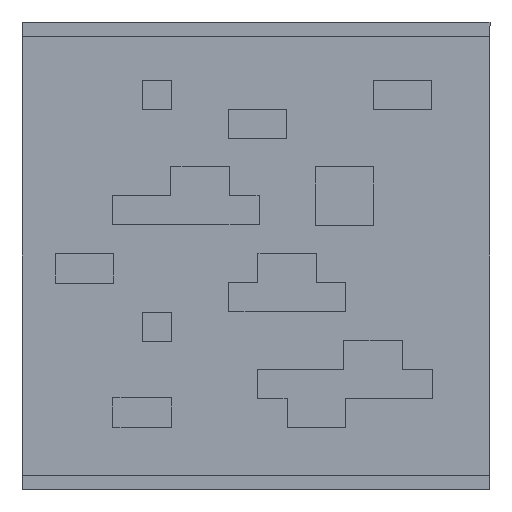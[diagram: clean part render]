
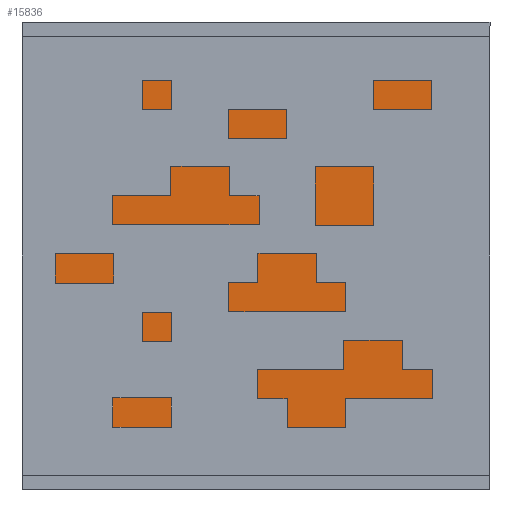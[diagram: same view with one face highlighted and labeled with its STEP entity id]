
A CAD part, front view. The second image highlights one B-rep face of the part: STEP entity #15836.
In plain terms, the highlighted planar face has unit normal (0, -1, 0).
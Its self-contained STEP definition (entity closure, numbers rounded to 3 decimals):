
#1020=FACE_OUTER_BOUND('',#1935,.T.);
#1935=EDGE_LOOP('',(#11782,#11783,#11784,#11785));
#3322=LINE('',#23250,#5303);
#3330=LINE('',#23267,#5311);
#3339=LINE('',#23283,#5320);
#3341=LINE('',#23286,#5322);
#5303=VECTOR('',#18832,10.);
#5311=VECTOR('',#18842,10.);
#5320=VECTOR('',#18857,10.);
#5322=VECTOR('',#18861,10.);
#7052=VERTEX_POINT('',#23247);
#7053=VERTEX_POINT('',#23249);
#7060=VERTEX_POINT('',#23264);
#7061=VERTEX_POINT('',#23266);
#8778=EDGE_CURVE('',#7052,#7053,#3322,.T.);
#8786=EDGE_CURVE('',#7061,#7060,#3330,.T.);
#8795=EDGE_CURVE('',#7052,#7061,#3339,.T.);
#8797=EDGE_CURVE('',#7053,#7060,#3341,.T.);
#11782=ORIENTED_EDGE('',*,*,#8786,.T.);
#11783=ORIENTED_EDGE('',*,*,#8797,.F.);
#11784=ORIENTED_EDGE('',*,*,#8778,.F.);
#11785=ORIENTED_EDGE('',*,*,#8795,.T.);
#15165=PLANE('',#16795);
#15836=ADVANCED_FACE('',(#1020),#15165,.T.);
#16795=AXIS2_PLACEMENT_3D('',#23285,#18859,#18860);
#18832=DIRECTION('',(-1.,0.,0.));
#18842=DIRECTION('',(-1.,0.,0.));
#18857=DIRECTION('',(0.,0.,1.));
#18859=DIRECTION('center_axis',(0.,-1.,0.));
#18860=DIRECTION('ref_axis',(1.,0.,0.));
#18861=DIRECTION('',(0.,0.,1.));
#23247=CARTESIAN_POINT('',(37.5,0.,-37.5));
#23249=CARTESIAN_POINT('',(-37.5,0.,-37.5));
#23250=CARTESIAN_POINT('',(-37.5,0.,-37.5));
#23264=CARTESIAN_POINT('',(-37.5,0.,37.5));
#23266=CARTESIAN_POINT('',(37.5,0.,37.5));
#23267=CARTESIAN_POINT('',(-18.75,0.,37.5));
#23283=CARTESIAN_POINT('',(37.5,0.,-30.));
#23285=CARTESIAN_POINT('Origin',(-37.5,0.,
-30.));
#23286=CARTESIAN_POINT('',(-37.5,0.,-30.));
